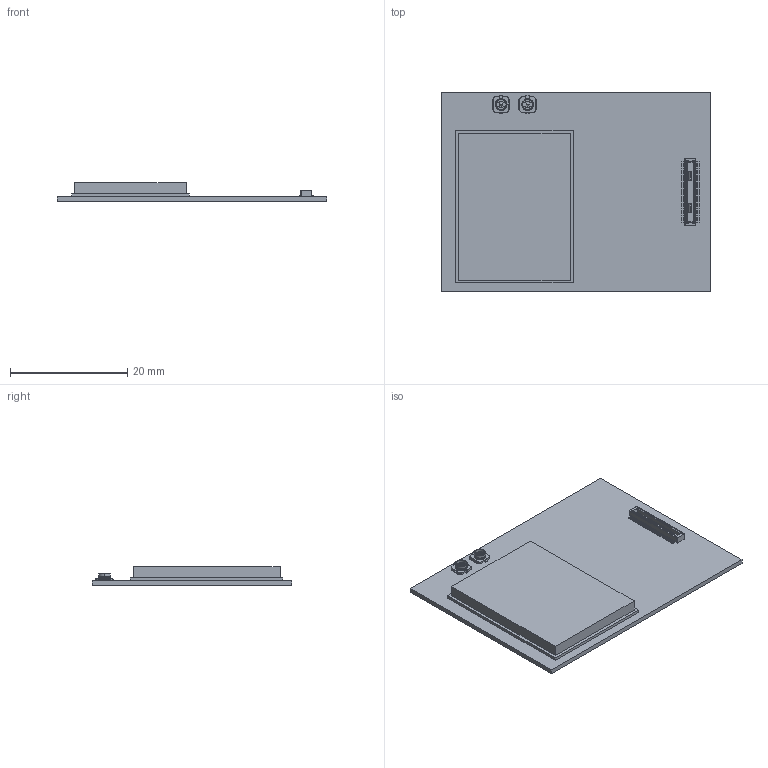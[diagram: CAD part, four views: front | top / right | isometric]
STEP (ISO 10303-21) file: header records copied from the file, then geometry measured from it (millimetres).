
FILE_DESCRIPTION(('Open CASCADE Model'),'2;1');
FILE_NAME('Open CASCADE Shape Model','2018-08-31T21:21:24',('Author'),( 'Open CASCADE'),'Open CASCADE STEP processor 6.8','Open CASCADE 6.8' ,'Unknown');
FILE_SCHEMA(('AUTOMOTIVE_DESIGN { 1 0 10303 214 1 1 1 1 }'));
Length unit declared in the file: millimetre
Products named in the file (12): PCB; Board; Designator4; U.FL-R-SMT-1; Designator3; Designator2; DF40C-50DP; Free-Models; 1284670088; Extruded; 1284674576
Assembly tree (12 placements, depth 4):
  PCB
    Board
    Designator4
      U.FL-R-SMT-1
    Designator3
      U.FL-R-SMT-1
    Designator2
      DF40C-50DP
    Free-Models
      1284670088
        Extruded
      1284674576
        Extruded
Bounding box: 46 x 34 x 3.2 mm (x, y, z)
Volume: 2434.2 mm3; surface area: 5627.5 mm2
Topology: 6 solids, 6 shells, 865 faces, 2490 edges, 1642 vertices
Faces by surface type: plane 559, cylinder 270, cone 20, torus 12, revolution 4
Entity records: 27143 total; most frequent: CARTESIAN_POINT 4819, ORIENTED_EDGE 4680, DIRECTION 4524, EDGE_CURVE 2340, LINE 1778, VECTOR 1778, VERTEX_POINT 1549, AXIS2_PLACEMENT_3D 1372
